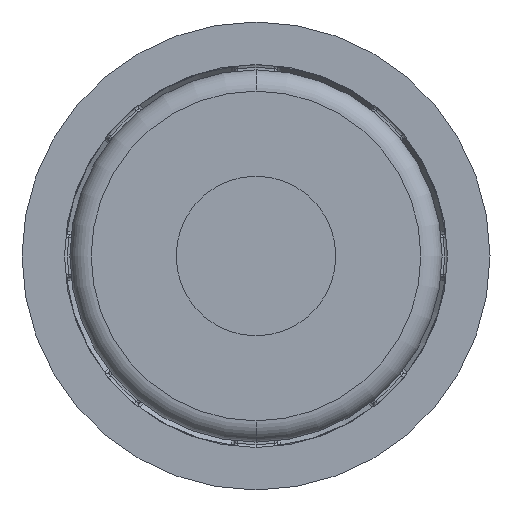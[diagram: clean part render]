
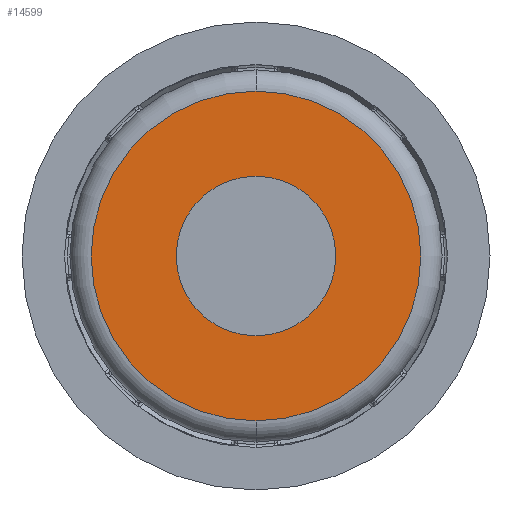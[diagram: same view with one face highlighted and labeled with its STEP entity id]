
A CAD part, front view. The second image highlights one B-rep face of the part: STEP entity #14599.
In plain terms, the highlighted planar face has unit normal (0, -1, 0).
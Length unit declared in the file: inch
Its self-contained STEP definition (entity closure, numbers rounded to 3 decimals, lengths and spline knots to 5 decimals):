
#278 = CIRCLE ( 'NONE', #11164, 0.61024 ) ;
#449 = CARTESIAN_POINT ( 'NONE',  ( 0.68218, 0.1865, 1.46496 ) ) ;
#903 = AXIS2_PLACEMENT_3D ( 'NONE', #13023, #5957, #14211 ) ;
#921 = DIRECTION ( 'NONE',  ( 0., -1., 0. ) ) ;
#1172 = FACE_OUTER_BOUND ( 'NONE', #6280, .T. ) ;
#1624 = DIRECTION ( 'NONE',  ( 0., 0., -1. ) ) ;
#2387 = CARTESIAN_POINT ( 'NONE',  ( 0.68218, 0.1865, 1.16968 ) ) ;
#3247 = AXIS2_PLACEMENT_3D ( 'NONE', #5598, #921, #9144 ) ;
#3846 = CARTESIAN_POINT ( 'NONE',  ( 0.68218, 0.1865, 0.85472 ) ) ;
#4369 = PLANE ( 'NONE',  #3247 ) ;
#5346 = CARTESIAN_POINT ( 'NONE',  ( 0.68218, 0.1865, 1.46496 ) ) ;
#5598 = CARTESIAN_POINT ( 'NONE',  ( 0.97746, 0.1865, 1.46496 ) ) ;
#5957 = DIRECTION ( 'NONE',  ( 0., 1., 0. ) ) ;
#6206 = CIRCLE ( 'NONE', #6629, 0.61024 ) ;
#6280 = EDGE_LOOP ( 'NONE', ( #9915, #14915 ) ) ;
#6538 = DIRECTION ( 'NONE',  ( 0., 0., 1. ) ) ;
#6629 = AXIS2_PLACEMENT_3D ( 'NONE', #14083, #7025, #15258 ) ;
#6916 = CIRCLE ( 'NONE', #903, 0.29528 ) ;
#7025 = DIRECTION ( 'NONE',  ( 0., 1., 0. ) ) ;
#7080 = FACE_BOUND ( 'NONE', #7894, .T. ) ;
#7214 = AXIS2_PLACEMENT_3D ( 'NONE', #5346, #13617, #6538 ) ;
#7513 = CIRCLE ( 'NONE', #7214, 0.29528 ) ;
#7894 = EDGE_LOOP ( 'NONE', ( #8618, #13642 ) ) ;
#8618 = ORIENTED_EDGE ( 'NONE', *, *, #13531, .T. ) ;
#8686 = DIRECTION ( 'NONE',  ( 0., 1., 0. ) ) ;
#9144 = DIRECTION ( 'NONE',  ( 0., 0., -1. ) ) ;
#9680 = EDGE_CURVE ( 'NONE', #10796, #14790, #278, .T. ) ;
#9915 = ORIENTED_EDGE ( 'NONE', *, *, #12086, .F. ) ;
#10796 = VERTEX_POINT ( 'NONE', #13750 ) ;
#11164 = AXIS2_PLACEMENT_3D ( 'NONE', #449, #8686, #1624 ) ;
#11239 = CARTESIAN_POINT ( 'NONE',  ( 0.68218, 0.1865, 1.76023 ) ) ;
#11576 = EDGE_CURVE ( 'NONE', #15094, #13288, #7513, .T. ) ;
#12086 = EDGE_CURVE ( 'NONE', #14790, #10796, #6206, .T. ) ;
#13023 = CARTESIAN_POINT ( 'NONE',  ( 0.68218, 0.1865, 1.46496 ) ) ;
#13288 = VERTEX_POINT ( 'NONE', #11239 ) ;
#13531 = EDGE_CURVE ( 'NONE', #13288, #15094, #6916, .T. ) ;
#13617 = DIRECTION ( 'NONE',  ( 0., 1., 0. ) ) ;
#13642 = ORIENTED_EDGE ( 'NONE', *, *, #11576, .T. ) ;
#13750 = CARTESIAN_POINT ( 'NONE',  ( 0.68218, 0.1865, 2.07519 ) ) ;
#14083 = CARTESIAN_POINT ( 'NONE',  ( 0.68218, 0.1865, 1.46496 ) ) ;
#14211 = DIRECTION ( 'NONE',  ( 0., 0., 1. ) ) ;
#14599 = ADVANCED_FACE ( 'NONE', ( #7080, #1172 ), #4369, .T. ) ;
#14790 = VERTEX_POINT ( 'NONE', #3846 ) ;
#14915 = ORIENTED_EDGE ( 'NONE', *, *, #9680, .F. ) ;
#15094 = VERTEX_POINT ( 'NONE', #2387 ) ;
#15258 = DIRECTION ( 'NONE',  ( 0., 0., -1. ) ) ;
